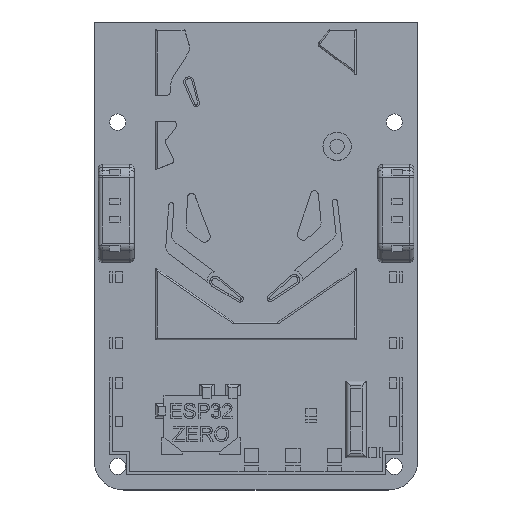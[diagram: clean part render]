
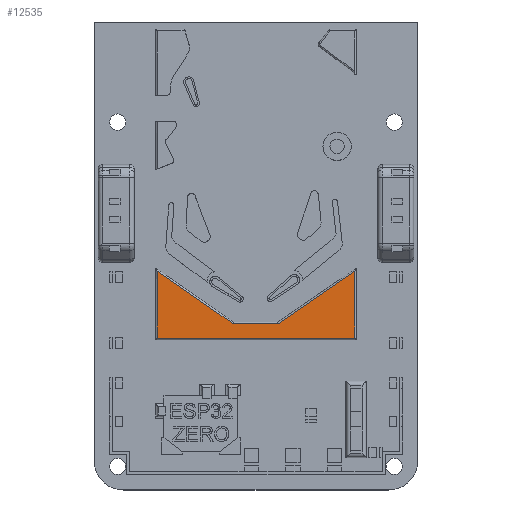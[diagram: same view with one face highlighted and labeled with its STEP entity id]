
A CAD part, top view. The second image highlights one B-rep face of the part: STEP entity #12535.
In plain terms, the highlighted planar face has unit normal (0, 0, 1).
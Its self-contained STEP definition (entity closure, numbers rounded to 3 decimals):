
#1130=FACE_OUTER_BOUND('',#1876,.T.);
#1876=EDGE_LOOP('',(#11112,#11113,#11114,#11115,#11116,#11117));
#3200=LINE('',#22649,#4524);
#3202=LINE('',#22657,#4526);
#3204=LINE('',#22663,#4528);
#3206=LINE('',#22669,#4530);
#3209=LINE('',#22677,#4533);
#3211=LINE('',#22681,#4535);
#4524=VECTOR('',#15895,10.);
#4526=VECTOR('',#15903,10.);
#4528=VECTOR('',#15909,10.);
#4530=VECTOR('',#15915,10.);
#4533=VECTOR('',#15922,10.);
#4535=VECTOR('',#15928,10.);
#6000=VERTEX_POINT('',#22647);
#6001=VERTEX_POINT('',#22648);
#6004=VERTEX_POINT('',#22656);
#6006=VERTEX_POINT('',#22662);
#6008=VERTEX_POINT('',#22668);
#6011=VERTEX_POINT('',#22676);
#7724=EDGE_CURVE('',#6000,#6001,#3200,.T.);
#7728=EDGE_CURVE('',#6001,#6004,#3202,.T.);
#7731=EDGE_CURVE('',#6004,#6006,#3204,.T.);
#7734=EDGE_CURVE('',#6006,#6008,#3206,.T.);
#7738=EDGE_CURVE('',#6008,#6011,#3209,.T.);
#7741=EDGE_CURVE('',#6011,#6000,#3211,.T.);
#11112=ORIENTED_EDGE('',*,*,#7724,.F.);
#11113=ORIENTED_EDGE('',*,*,#7741,.F.);
#11114=ORIENTED_EDGE('',*,*,#7738,.F.);
#11115=ORIENTED_EDGE('',*,*,#7734,.F.);
#11116=ORIENTED_EDGE('',*,*,#7731,.F.);
#11117=ORIENTED_EDGE('',*,*,#7728,.F.);
#11889=PLANE('',#13285);
#12535=ADVANCED_FACE('',(#1130),#11889,.T.);
#13285=AXIS2_PLACEMENT_3D('',#22689,#15939,#15940);
#15895=DIRECTION('',(0.824,0.566,0.));
#15903=DIRECTION('',(0.,-1.,0.));
#15909=DIRECTION('',(-1.,0.,0.));
#15915=DIRECTION('',(0.,1.,0.));
#15922=DIRECTION('',(0.822,-0.569,0.));
#15928=DIRECTION('',(1.,0.,0.));
#15939=DIRECTION('center_axis',(0.,0.,1.));
#15940=DIRECTION('ref_axis',(1.,0.,0.));
#22647=CARTESIAN_POINT('',(46.531,11.479,8.));
#22648=CARTESIAN_POINT('',(72.5,29.303,8.));
#22649=CARTESIAN_POINT('',(58.907,19.973,8.));
#22656=CARTESIAN_POINT('',(72.5,6.575,8.));
#22657=CARTESIAN_POINT('',(72.5,12.12,8.));
#22662=CARTESIAN_POINT('',(5.5,6.575,8.));
#22663=CARTESIAN_POINT('',(22.,6.575,8.));
#22668=CARTESIAN_POINT('',(5.5,29.298,8.));
#22669=CARTESIAN_POINT('',(5.5,24.208,8.));
#22676=CARTESIAN_POINT('',(31.219,11.479,8.));
#22677=CARTESIAN_POINT('',(32.219,10.787,8.));
#22681=CARTESIAN_POINT('',(42.688,11.479,8.));
#22689=CARTESIAN_POINT('Origin',(39.,18.164,8.));
